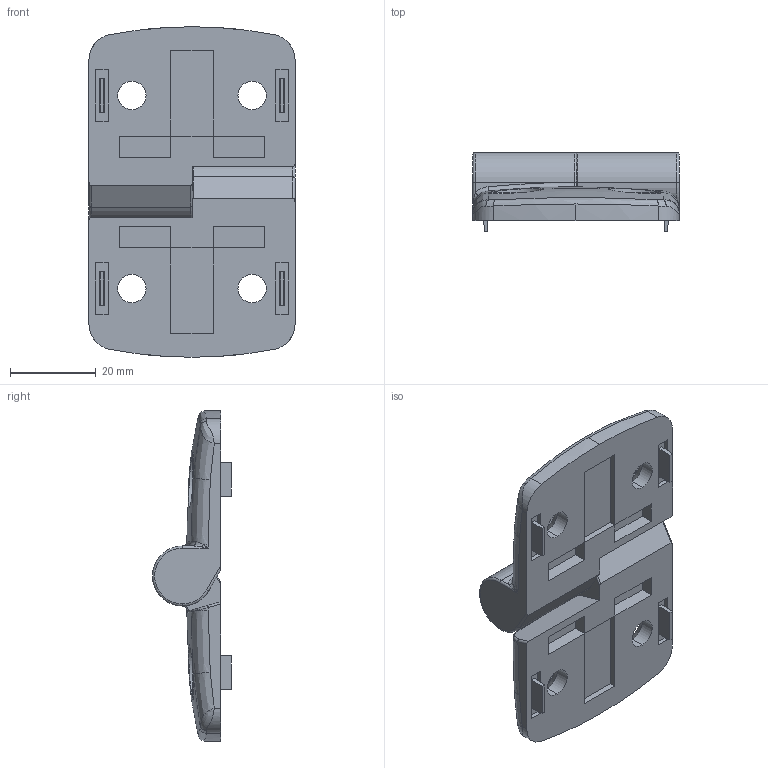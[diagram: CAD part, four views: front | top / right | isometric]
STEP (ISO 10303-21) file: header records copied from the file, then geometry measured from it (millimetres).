
FILE_DESCRIPTION (( 'STEP AP203' ), '1' );
FILE_NAME ('151140.step', '2021-06-03T16:23:39', ( '' ), ( '' ), 'SwSTEP 2.0', 'SolidWorks 2021', '' );
FILE_SCHEMA (( 'CONFIG_CONTROL_DESIGN' ));
Length unit declared in the file: millimetre
Products named in the file (1): 151140
Bounding box: 48 x 18.4 x 77 mm (x, y, z)
Volume: 24773.7 mm3; surface area: 12695.4 mm2
Topology: 3 solids, 3 shells, 190 faces, 470 edges, 292 vertices
Faces by surface type: plane 88, cylinder 42, bspline 36, cone 12, torus 12
Entity records: 7603 total; most frequent: CARTESIAN_POINT 3359, ORIENTED_EDGE 928, DIRECTION 752, EDGE_CURVE 464, VERTEX_POINT 292, AXIS2_PLACEMENT_3D 253, VECTOR 246, LINE 246
